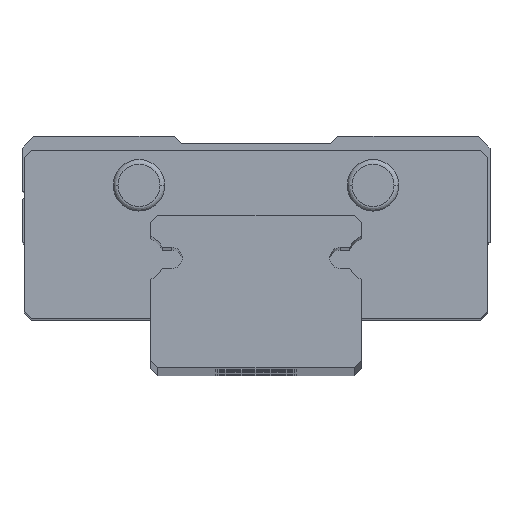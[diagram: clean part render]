
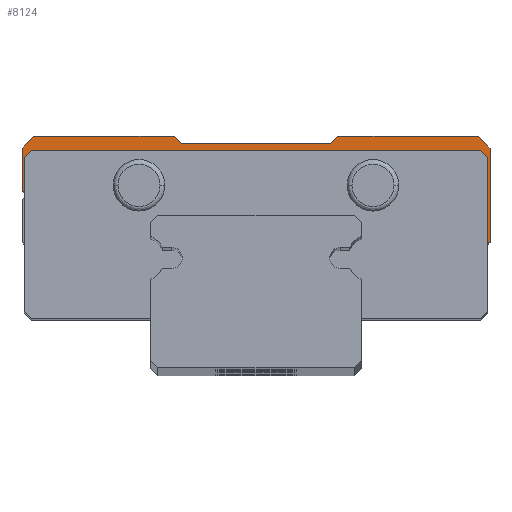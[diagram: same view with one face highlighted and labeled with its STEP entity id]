
A CAD part, top view. The second image highlights one B-rep face of the part: STEP entity #8124.
In plain terms, the highlighted planar face has unit normal (0, 0, 1).
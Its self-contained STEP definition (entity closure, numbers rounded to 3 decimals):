
#57 = EDGE_CURVE ( 'NONE', #1190, #2922, #1436, .T. ) ;
#84 = CARTESIAN_POINT ( 'NONE',  ( 9.9, -0.9, -5. ) ) ;
#145 = CARTESIAN_POINT ( 'NONE',  ( 10., -4.5, -5. ) ) ;
#165 = VERTEX_POINT ( 'NONE', #8437 ) ;
#205 = VECTOR ( 'NONE', #8282, 1000. ) ;
#366 = ORIENTED_EDGE ( 'NONE', *, *, #2483, .F. ) ;
#384 = DIRECTION ( 'NONE',  ( 0., 1., 0. ) ) ;
#426 = VECTOR ( 'NONE', #6036, 1000. ) ;
#462 = LINE ( 'NONE', #4472, #5659 ) ;
#496 = VECTOR ( 'NONE', #883, 1000. ) ;
#707 = DIRECTION ( 'NONE',  ( 0., -1., 0. ) ) ;
#782 = ORIENTED_EDGE ( 'NONE', *, *, #7224, .F. ) ;
#792 = CARTESIAN_POINT ( 'NONE',  ( -9.9, -0.9, -5. ) ) ;
#883 = DIRECTION ( 'NONE',  ( 0.707, -0.707, 0. ) ) ;
#939 = DIRECTION ( 'NONE',  ( 0., 1., 0. ) ) ;
#948 = CARTESIAN_POINT ( 'NONE',  ( 3.5, 0., -5. ) ) ;
#1053 = ORIENTED_EDGE ( 'NONE', *, *, #7035, .F. ) ;
#1076 = VECTOR ( 'NONE', #3160, 1000. ) ;
#1091 = CARTESIAN_POINT ( 'NONE',  ( 9.9, -4.6, -5. ) ) ;
#1180 = CARTESIAN_POINT ( 'NONE',  ( 9.9, -4.6, -5. ) ) ;
#1190 = VERTEX_POINT ( 'NONE', #2927 ) ;
#1219 = DIRECTION ( 'NONE',  ( 1., 0., 0. ) ) ;
#1309 = EDGE_CURVE ( 'NONE', #1387, #7960, #8761, .T. ) ;
#1357 = VERTEX_POINT ( 'NONE', #6109 ) ;
#1361 = DIRECTION ( 'NONE',  ( 0.707, -0.707, 0. ) ) ;
#1387 = VERTEX_POINT ( 'NONE', #145 ) ;
#1436 = LINE ( 'NONE', #4773, #4005 ) ;
#1457 = VERTEX_POINT ( 'NONE', #5396 ) ;
#1544 = LINE ( 'NONE', #5420, #7386 ) ;
#1583 = ORIENTED_EDGE ( 'NONE', *, *, #5505, .F. ) ;
#1638 = LINE ( 'NONE', #4268, #205 ) ;
#1688 = EDGE_CURVE ( 'NONE', #2433, #3289, #7004, .T. ) ;
#1710 = VECTOR ( 'NONE', #3628, 1000. ) ;
#1756 = CARTESIAN_POINT ( 'NONE',  ( 10., -0.5, -5. ) ) ;
#1977 = CARTESIAN_POINT ( 'NONE',  ( 3.5, 0., -5. ) ) ;
#1984 = ORIENTED_EDGE ( 'NONE', *, *, #6819, .F. ) ;
#2152 = LINE ( 'NONE', #792, #6000 ) ;
#2177 = CARTESIAN_POINT ( 'NONE',  ( 10., -0.5, -5. ) ) ;
#2399 = VERTEX_POINT ( 'NONE', #84 ) ;
#2433 = VERTEX_POINT ( 'NONE', #1977 ) ;
#2458 = DIRECTION ( 'NONE',  ( 0.707, 0.707, 0. ) ) ;
#2483 = EDGE_CURVE ( 'NONE', #4211, #1190, #1638, .T. ) ;
#2571 = VECTOR ( 'NONE', #7165, 1000. ) ;
#2656 = LINE ( 'NONE', #8668, #7678 ) ;
#2748 = EDGE_CURVE ( 'NONE', #7747, #1357, #4851, .T. ) ;
#2863 = CARTESIAN_POINT ( 'NONE',  ( 9.5, 0., -5. ) ) ;
#2922 = VERTEX_POINT ( 'NONE', #5308 ) ;
#2925 = AXIS2_PLACEMENT_3D ( 'NONE', #6550, #5894, #1219 ) ;
#2927 = CARTESIAN_POINT ( 'NONE',  ( -9.6, -0.6, -5. ) ) ;
#3048 = LINE ( 'NONE', #1756, #2571 ) ;
#3063 = CARTESIAN_POINT ( 'NONE',  ( 3.2, -0.3, -5. ) ) ;
#3073 = EDGE_CURVE ( 'NONE', #1457, #5310, #3442, .T. ) ;
#3134 = FACE_OUTER_BOUND ( 'NONE', #7022, .T. ) ;
#3160 = DIRECTION ( 'NONE',  ( 1., 0., 0. ) ) ;
#3196 = LINE ( 'NONE', #3063, #8444 ) ;
#3216 = ORIENTED_EDGE ( 'NONE', *, *, #4199, .F. ) ;
#3289 = VERTEX_POINT ( 'NONE', #2863 ) ;
#3330 = CARTESIAN_POINT ( 'NONE',  ( 10., -4.5, -5. ) ) ;
#3337 = ORIENTED_EDGE ( 'NONE', *, *, #5912, .F. ) ;
#3442 = LINE ( 'NONE', #6144, #496 ) ;
#3484 = CARTESIAN_POINT ( 'NONE',  ( -10., -2.255, -5. ) ) ;
#3628 = DIRECTION ( 'NONE',  ( 1., 0., 0. ) ) ;
#3630 = EDGE_CURVE ( 'NONE', #165, #2433, #3196, .T. ) ;
#3666 = EDGE_CURVE ( 'NONE', #8299, #1457, #5913, .T. ) ;
#3761 = DIRECTION ( 'NONE',  ( 1., 0., 0. ) ) ;
#4005 = VECTOR ( 'NONE', #5438, 1000. ) ;
#4044 = LINE ( 'NONE', #8726, #8685 ) ;
#4199 = EDGE_CURVE ( 'NONE', #2922, #7747, #2152, .T. ) ;
#4211 = VERTEX_POINT ( 'NONE', #4760 ) ;
#4268 = CARTESIAN_POINT ( 'NONE',  ( 9.6, -0.6, -5. ) ) ;
#4472 = CARTESIAN_POINT ( 'NONE',  ( -3.2, -0.3, -5. ) ) ;
#4554 = ORIENTED_EDGE ( 'NONE', *, *, #6390, .F. ) ;
#4599 = ORIENTED_EDGE ( 'NONE', *, *, #3073, .F. ) ;
#4610 = DIRECTION ( 'NONE',  ( -0.707, 0.707, 0. ) ) ;
#4760 = CARTESIAN_POINT ( 'NONE',  ( 9.6, -0.6, -5. ) ) ;
#4773 = CARTESIAN_POINT ( 'NONE',  ( -9.6, -0.6, -5. ) ) ;
#4851 = CIRCLE ( 'NONE', #5004, 0.35 ) ;
#5004 = AXIS2_PLACEMENT_3D ( 'NONE', #8342, #5704, #8481 ) ;
#5137 = PLANE ( 'NONE',  #2925 ) ;
#5160 = CARTESIAN_POINT ( 'NONE',  ( -9.5, 0., -5. ) ) ;
#5308 = CARTESIAN_POINT ( 'NONE',  ( -9.9, -0.9, -5. ) ) ;
#5310 = VERTEX_POINT ( 'NONE', #6926 ) ;
#5391 = ORIENTED_EDGE ( 'NONE', *, *, #7220, .F. ) ;
#5396 = CARTESIAN_POINT ( 'NONE',  ( -3.5, 0., -5. ) ) ;
#5420 = CARTESIAN_POINT ( 'NONE',  ( -10., -0.5, -5. ) ) ;
#5438 = DIRECTION ( 'NONE',  ( -0.707, -0.707, 0. ) ) ;
#5505 = EDGE_CURVE ( 'NONE', #2399, #4211, #2656, .T. ) ;
#5650 = LINE ( 'NONE', #3484, #7397 ) ;
#5659 = VECTOR ( 'NONE', #3761, 1000. ) ;
#5684 = VECTOR ( 'NONE', #384, 1000. ) ;
#5704 = DIRECTION ( 'NONE',  ( 0., 0., 1. ) ) ;
#5759 = VERTEX_POINT ( 'NONE', #6689 ) ;
#5791 = CARTESIAN_POINT ( 'NONE',  ( -9.5, 0., -5. ) ) ;
#5836 = VERTEX_POINT ( 'NONE', #2177 ) ;
#5894 = DIRECTION ( 'NONE',  ( 0., 0., 1. ) ) ;
#5912 = EDGE_CURVE ( 'NONE', #5310, #165, #462, .T. ) ;
#5913 = LINE ( 'NONE', #5160, #1076 ) ;
#6000 = VECTOR ( 'NONE', #707, 1000. ) ;
#6036 = DIRECTION ( 'NONE',  ( -0.707, -0.707, 0. ) ) ;
#6046 = CARTESIAN_POINT ( 'NONE',  ( -9.9, -2.494, -5. ) ) ;
#6109 = CARTESIAN_POINT ( 'NONE',  ( -10., -2.255, -5. ) ) ;
#6144 = CARTESIAN_POINT ( 'NONE',  ( -3.5, 0., -5. ) ) ;
#6305 = ORIENTED_EDGE ( 'NONE', *, *, #3666, .F. ) ;
#6390 = EDGE_CURVE ( 'NONE', #5759, #8299, #1544, .T. ) ;
#6550 = CARTESIAN_POINT ( 'NONE',  ( 0., 0., -5. ) ) ;
#6603 = LINE ( 'NONE', #1091, #5684 ) ;
#6689 = CARTESIAN_POINT ( 'NONE',  ( -10., -0.5, -5. ) ) ;
#6819 = EDGE_CURVE ( 'NONE', #1357, #5759, #5650, .T. ) ;
#6829 = ORIENTED_EDGE ( 'NONE', *, *, #2748, .F. ) ;
#6926 = CARTESIAN_POINT ( 'NONE',  ( -3.2, -0.3, -5. ) ) ;
#7004 = LINE ( 'NONE', #948, #1710 ) ;
#7022 = EDGE_LOOP ( 'NONE', ( #1984, #6829, #3216, #8207, #366, #1583, #5391, #7581, #782, #1053, #8721, #7983, #3337, #4599, #6305, #4554 ) ) ;
#7035 = EDGE_CURVE ( 'NONE', #3289, #5836, #4044, .T. ) ;
#7165 = DIRECTION ( 'NONE',  ( 0., -1., 0. ) ) ;
#7220 = EDGE_CURVE ( 'NONE', #7960, #2399, #6603, .T. ) ;
#7224 = EDGE_CURVE ( 'NONE', #5836, #1387, #3048, .T. ) ;
#7386 = VECTOR ( 'NONE', #7618, 1000. ) ;
#7397 = VECTOR ( 'NONE', #939, 1000. ) ;
#7581 = ORIENTED_EDGE ( 'NONE', *, *, #1309, .F. ) ;
#7618 = DIRECTION ( 'NONE',  ( 0.707, 0.707, 0. ) ) ;
#7678 = VECTOR ( 'NONE', #4610, 1000. ) ;
#7747 = VERTEX_POINT ( 'NONE', #6046 ) ;
#7960 = VERTEX_POINT ( 'NONE', #1180 ) ;
#7983 = ORIENTED_EDGE ( 'NONE', *, *, #3630, .F. ) ;
#8124 = ADVANCED_FACE ( 'NONE', ( #3134 ), #5137, .T. ) ;
#8207 = ORIENTED_EDGE ( 'NONE', *, *, #57, .F. ) ;
#8282 = DIRECTION ( 'NONE',  ( -1., 0., 0. ) ) ;
#8299 = VERTEX_POINT ( 'NONE', #5791 ) ;
#8342 = CARTESIAN_POINT ( 'NONE',  ( -10.25, -2.5, -5. ) ) ;
#8437 = CARTESIAN_POINT ( 'NONE',  ( 3.2, -0.3, -5. ) ) ;
#8444 = VECTOR ( 'NONE', #2458, 1000. ) ;
#8481 = DIRECTION ( 'NONE',  ( 1., 0.017, 0. ) ) ;
#8668 = CARTESIAN_POINT ( 'NONE',  ( 9.9, -0.9, -5. ) ) ;
#8685 = VECTOR ( 'NONE', #1361, 1000. ) ;
#8721 = ORIENTED_EDGE ( 'NONE', *, *, #1688, .F. ) ;
#8726 = CARTESIAN_POINT ( 'NONE',  ( 9.5, 0., -5. ) ) ;
#8761 = LINE ( 'NONE', #3330, #426 ) ;
